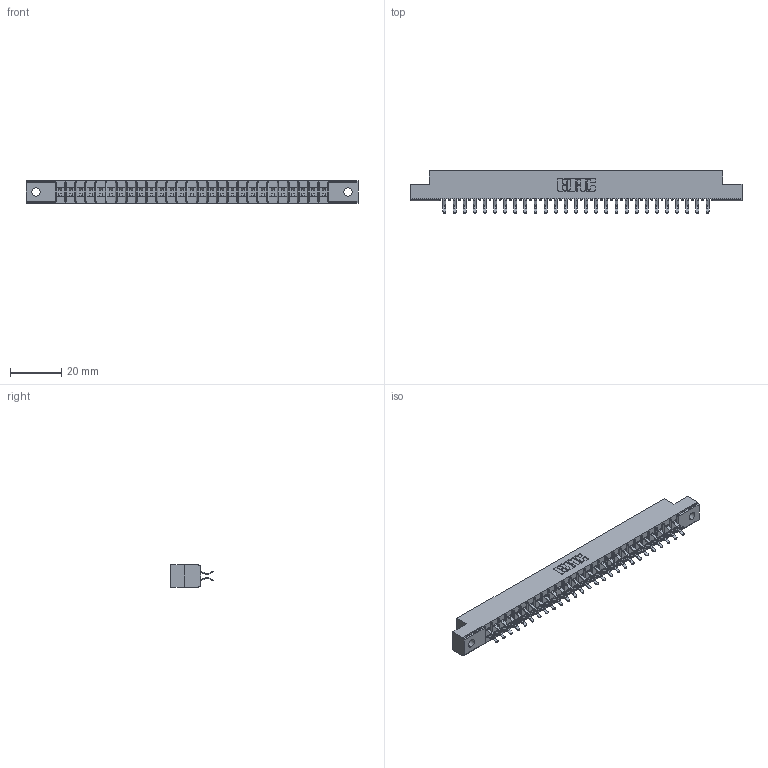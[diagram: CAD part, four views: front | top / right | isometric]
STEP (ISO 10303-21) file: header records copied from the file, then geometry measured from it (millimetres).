
FILE_DESCRIPTION (( 'STEP AP203' ), '1' );
FILE_NAME ('355-054-556-202.STEP', '2019-09-11T17:18:14', ( '' ), ( '' ), 'SwSTEP 2.0', 'SolidWorks 2016', '' );
FILE_SCHEMA (( 'CONFIG_CONTROL_DESIGN' ));
Length unit declared in the file: inch
Products named in the file (3): 355-054-556-202; 305-290-001_556; 305 Part_.128 Dia
Assembly tree (55 placements, depth 2):
  355-054-556-202
    305 Part_.128 Dia
    305-290-001_556  x54
Bounding box: 130 x 16.64 x 8.71 mm (x, y, z)
Volume: 8096.5 mm3; surface area: 15362.8 mm2
Topology: 55 solids, 55 shells, 3140 faces, 9037 edges, 5878 vertices
Faces by surface type: plane 1742, cylinder 1290, sphere 108
Entity records: 31284 total; most frequent: CARTESIAN_POINT 5179, ORIENTED_EDGE 5138, DIRECTION 5025, EDGE_CURVE 2569, VECTOR 2057, LINE 2057, VERTEX_POINT 1638, AXIS2_PLACEMENT_3D 1484
